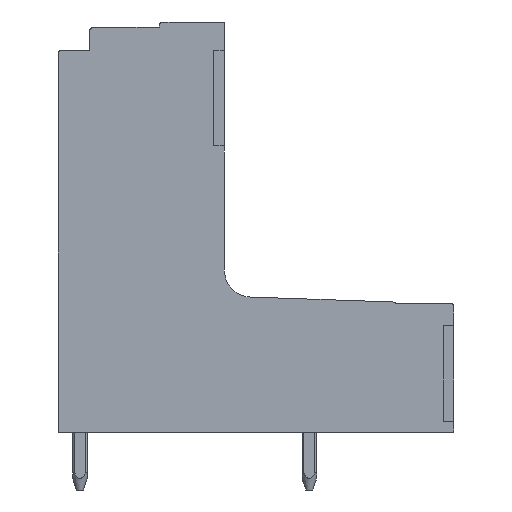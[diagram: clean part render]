
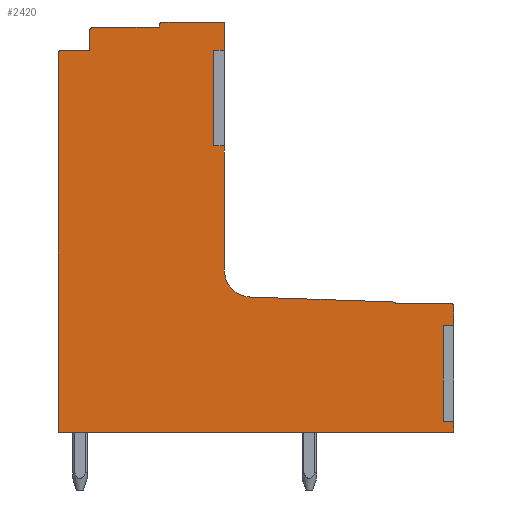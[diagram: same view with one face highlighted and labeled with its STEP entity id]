
A CAD part, left-side view. The second image highlights one B-rep face of the part: STEP entity #2420.
In plain terms, the highlighted planar face has unit normal (-1, 0, 0).
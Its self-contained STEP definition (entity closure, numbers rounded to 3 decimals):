
#2262=AXIS2_PLACEMENT_3D('Circle Axis2P3D',#2260,#2261,$) ;
#2275=AXIS2_PLACEMENT_3D('Plane Axis2P3D',#2272,#2273,#2274) ;
#2286=AXIS2_PLACEMENT_3D('Circle Axis2P3D',#2284,#2285,$) ;
#2300=AXIS2_PLACEMENT_3D('Circle Axis2P3D',#2298,#2299,$) ;
#2314=AXIS2_PLACEMENT_3D('Circle Axis2P3D',#2312,#2313,$) ;
#2326=AXIS2_PLACEMENT_3D('Circle Axis2P3D',#2324,#2325,$) ;
#2347=AXIS2_PLACEMENT_3D('Circle Axis2P3D',#2345,#2346,$) ;
#2368=AXIS2_PLACEMENT_3D('Circle Axis2P3D',#2366,#2367,$) ;
#36=CARTESIAN_POINT('Line Origine',(0.3,0.3,9.1)) ;
#40=CARTESIAN_POINT('Vertex',(0.3,0.,9.1)) ;
#42=CARTESIAN_POINT('Vertex',(0.3,0.6,9.1)) ;
#76=CARTESIAN_POINT('Line Origine',(0.3,0.6,6.45)) ;
#80=CARTESIAN_POINT('Vertex',(0.3,0.6,3.8)) ;
#135=CARTESIAN_POINT('Vertex',(0.3,0.,3.8)) ;
#155=CARTESIAN_POINT('Line Origine',(0.3,0.3,3.8)) ;
#172=CARTESIAN_POINT('Line Origine',(0.3,13.,24.34)) ;
#176=CARTESIAN_POINT('Vertex',(0.3,12.7,24.34)) ;
#178=CARTESIAN_POINT('Vertex',(0.3,13.3,24.34)) ;
#212=CARTESIAN_POINT('Line Origine',(0.3,13.3,21.69)) ;
#216=CARTESIAN_POINT('Vertex',(0.3,13.3,19.04)) ;
#266=CARTESIAN_POINT('Vertex',(0.3,12.7,19.04)) ;
#286=CARTESIAN_POINT('Line Origine',(0.3,13.,19.04)) ;
#977=CARTESIAN_POINT('Vertex',(0.3,12.7,25.8)) ;
#980=CARTESIAN_POINT('Line Origine',(0.3,12.7,25.07)) ;
#985=CARTESIAN_POINT('Line Origine',(0.3,12.7,15.61)) ;
#989=CARTESIAN_POINT('Vertex',(0.3,12.7,12.179)) ;
#2257=CARTESIAN_POINT('Vertex',(0.3,12.8,25.9)) ;
#2260=CARTESIAN_POINT('Axis2P3D Location',(0.3,12.8,25.8)) ;
#2272=CARTESIAN_POINT('Axis2P3D Location',(0.3,0.,0.)) ;
#2277=CARTESIAN_POINT('Line Origine',(0.3,0.,9.65)) ;
#2281=CARTESIAN_POINT('Vertex',(0.3,0.,10.2)) ;
#2284=CARTESIAN_POINT('Axis2P3D Location',(0.3,0.1,10.2)) ;
#2288=CARTESIAN_POINT('Vertex',(0.3,0.1,10.3)) ;
#2291=CARTESIAN_POINT('Line Origine',(0.3,1.65,10.3)) ;
#2295=CARTESIAN_POINT('Vertex',(0.3,3.2,10.3)) ;
#2298=CARTESIAN_POINT('Axis2P3D Location',(0.3,3.406,10.152)) ;
#2302=CARTESIAN_POINT('Vertex',(0.3,3.397,10.406)) ;
#2305=CARTESIAN_POINT('Line Origine',(0.3,7.325,10.543)) ;
#2309=CARTESIAN_POINT('Vertex',(0.3,11.252,10.68)) ;
#2312=CARTESIAN_POINT('Axis2P3D Location',(0.3,11.2,12.179)) ;
#2317=CARTESIAN_POINT('Line Origine',(0.3,14.45,25.9)) ;
#2321=CARTESIAN_POINT('Vertex',(0.3,16.1,25.9)) ;
#2324=CARTESIAN_POINT('Axis2P3D Location',(0.3,16.1,25.7)) ;
#2328=CARTESIAN_POINT('Vertex',(0.3,16.3,25.7)) ;
#2331=CARTESIAN_POINT('Line Origine',(0.3,16.3,25.65)) ;
#2335=CARTESIAN_POINT('Vertex',(0.3,16.3,25.6)) ;
#2338=CARTESIAN_POINT('Line Origine',(0.3,18.125,25.6)) ;
#2342=CARTESIAN_POINT('Vertex',(0.3,19.95,25.6)) ;
#2345=CARTESIAN_POINT('Axis2P3D Location',(0.3,19.95,25.4)) ;
#2349=CARTESIAN_POINT('Vertex',(0.3,20.15,25.4)) ;
#2352=CARTESIAN_POINT('Line Origine',(0.3,20.15,24.87)) ;
#2356=CARTESIAN_POINT('Vertex',(0.3,20.15,24.34)) ;
#2359=CARTESIAN_POINT('Line Origine',(0.3,20.925,24.34)) ;
#2363=CARTESIAN_POINT('Vertex',(0.3,21.7,24.34)) ;
#2366=CARTESIAN_POINT('Axis2P3D Location',(0.3,21.7,24.14)) ;
#2370=CARTESIAN_POINT('Vertex',(0.3,21.9,24.14)) ;
#2373=CARTESIAN_POINT('Line Origine',(0.3,21.9,13.67)) ;
#2377=CARTESIAN_POINT('Vertex',(0.3,21.9,3.2)) ;
#2380=CARTESIAN_POINT('Line Origine',(0.3,10.95,3.2)) ;
#2384=CARTESIAN_POINT('Vertex',(0.3,0.,3.2)) ;
#2387=CARTESIAN_POINT('Line Origine',(0.3,0.,3.5)) ;
#37=DIRECTION('Vector Direction',(0.,-1.,0.)) ;
#77=DIRECTION('Vector Direction',(0.,0.,1.)) ;
#156=DIRECTION('Vector Direction',(0.,1.,0.)) ;
#173=DIRECTION('Vector Direction',(0.,-1.,0.)) ;
#213=DIRECTION('Vector Direction',(0.,0.,1.)) ;
#287=DIRECTION('Vector Direction',(0.,1.,0.)) ;
#981=DIRECTION('Vector Direction',(0.,0.,-1.)) ;
#986=DIRECTION('Vector Direction',(0.,0.,-1.)) ;
#2261=DIRECTION('Axis2P3D Direction',(-1.,0.,0.)) ;
#2273=DIRECTION('Axis2P3D Direction',(-1.,0.,0.)) ;
#2274=DIRECTION('Axis2P3D XDirection',(0.,0.,1.)) ;
#2278=DIRECTION('Vector Direction',(0.,0.,-1.)) ;
#2285=DIRECTION('Axis2P3D Direction',(-1.,0.,0.)) ;
#2292=DIRECTION('Vector Direction',(0.,-1.,0.)) ;
#2299=DIRECTION('Axis2P3D Direction',(-1.,0.,0.)) ;
#2306=DIRECTION('Vector Direction',(0.,-0.999,-0.035)) ;
#2313=DIRECTION('Axis2P3D Direction',(-1.,0.,0.)) ;
#2318=DIRECTION('Vector Direction',(0.,-1.,0.)) ;
#2325=DIRECTION('Axis2P3D Direction',(-1.,0.,0.)) ;
#2332=DIRECTION('Vector Direction',(0.,0.,1.)) ;
#2339=DIRECTION('Vector Direction',(0.,-1.,0.)) ;
#2346=DIRECTION('Axis2P3D Direction',(-1.,0.,0.)) ;
#2353=DIRECTION('Vector Direction',(0.,0.,1.)) ;
#2360=DIRECTION('Vector Direction',(0.,-1.,0.)) ;
#2367=DIRECTION('Axis2P3D Direction',(-1.,0.,0.)) ;
#2374=DIRECTION('Vector Direction',(0.,0.,1.)) ;
#2381=DIRECTION('Vector Direction',(0.,1.,0.)) ;
#2388=DIRECTION('Vector Direction',(0.,0.,-1.)) ;
#38=VECTOR('Line Direction',#37,1.) ;
#78=VECTOR('Line Direction',#77,1.) ;
#157=VECTOR('Line Direction',#156,1.) ;
#174=VECTOR('Line Direction',#173,1.) ;
#214=VECTOR('Line Direction',#213,1.) ;
#288=VECTOR('Line Direction',#287,1.) ;
#982=VECTOR('Line Direction',#981,1.) ;
#987=VECTOR('Line Direction',#986,1.) ;
#2279=VECTOR('Line Direction',#2278,1.) ;
#2293=VECTOR('Line Direction',#2292,1.) ;
#2307=VECTOR('Line Direction',#2306,1.) ;
#2319=VECTOR('Line Direction',#2318,1.) ;
#2333=VECTOR('Line Direction',#2332,1.) ;
#2340=VECTOR('Line Direction',#2339,1.) ;
#2354=VECTOR('Line Direction',#2353,1.) ;
#2361=VECTOR('Line Direction',#2360,1.) ;
#2375=VECTOR('Line Direction',#2374,1.) ;
#2382=VECTOR('Line Direction',#2381,1.) ;
#2389=VECTOR('Line Direction',#2388,1.) ;
#2393=ORIENTED_EDGE('',*,*,#2283,.T.) ;
#2394=ORIENTED_EDGE('',*,*,#2290,.T.) ;
#2395=ORIENTED_EDGE('',*,*,#2297,.T.) ;
#2396=ORIENTED_EDGE('',*,*,#2304,.T.) ;
#2397=ORIENTED_EDGE('',*,*,#2311,.T.) ;
#2398=ORIENTED_EDGE('',*,*,#2316,.T.) ;
#2399=ORIENTED_EDGE('',*,*,#991,.T.) ;
#2400=ORIENTED_EDGE('',*,*,#290,.F.) ;
#2401=ORIENTED_EDGE('',*,*,#218,.F.) ;
#2402=ORIENTED_EDGE('',*,*,#180,.F.) ;
#2403=ORIENTED_EDGE('',*,*,#984,.T.) ;
#2404=ORIENTED_EDGE('',*,*,#2264,.T.) ;
#2405=ORIENTED_EDGE('',*,*,#2323,.T.) ;
#2406=ORIENTED_EDGE('',*,*,#2330,.T.) ;
#2407=ORIENTED_EDGE('',*,*,#2337,.T.) ;
#2408=ORIENTED_EDGE('',*,*,#2344,.T.) ;
#2409=ORIENTED_EDGE('',*,*,#2351,.T.) ;
#2410=ORIENTED_EDGE('',*,*,#2358,.T.) ;
#2411=ORIENTED_EDGE('',*,*,#2365,.T.) ;
#2412=ORIENTED_EDGE('',*,*,#2372,.T.) ;
#2413=ORIENTED_EDGE('',*,*,#2379,.T.) ;
#2414=ORIENTED_EDGE('',*,*,#2386,.T.) ;
#2415=ORIENTED_EDGE('',*,*,#2391,.T.) ;
#2416=ORIENTED_EDGE('',*,*,#159,.F.) ;
#2417=ORIENTED_EDGE('',*,*,#82,.F.) ;
#2418=ORIENTED_EDGE('',*,*,#44,.F.) ;
#2420=ADVANCED_FACE('HOUSING',(#2419),#2276,.T.) ;
#2263=CIRCLE('generated circle',#2262,0.1) ;
#2287=CIRCLE('generated circle',#2286,0.1) ;
#2301=CIRCLE('generated circle',#2300,0.253) ;
#2315=CIRCLE('generated circle',#2314,1.5) ;
#2327=CIRCLE('generated circle',#2326,0.2) ;
#2348=CIRCLE('generated circle',#2347,0.2) ;
#2369=CIRCLE('generated circle',#2368,0.2) ;
#44=EDGE_CURVE('',#41,#43,#39,.F.) ;
#82=EDGE_CURVE('',#43,#81,#79,.F.) ;
#159=EDGE_CURVE('',#81,#136,#158,.F.) ;
#180=EDGE_CURVE('',#177,#179,#175,.F.) ;
#218=EDGE_CURVE('',#179,#217,#215,.F.) ;
#290=EDGE_CURVE('',#217,#267,#289,.F.) ;
#984=EDGE_CURVE('',#177,#978,#983,.F.) ;
#991=EDGE_CURVE('',#990,#267,#988,.F.) ;
#2264=EDGE_CURVE('',#978,#2258,#2263,.T.) ;
#2283=EDGE_CURVE('',#41,#2282,#2280,.F.) ;
#2290=EDGE_CURVE('',#2282,#2289,#2287,.T.) ;
#2297=EDGE_CURVE('',#2289,#2296,#2294,.F.) ;
#2304=EDGE_CURVE('',#2296,#2303,#2301,.T.) ;
#2311=EDGE_CURVE('',#2303,#2310,#2308,.F.) ;
#2316=EDGE_CURVE('',#2310,#990,#2315,.F.) ;
#2323=EDGE_CURVE('',#2258,#2322,#2320,.F.) ;
#2330=EDGE_CURVE('',#2322,#2329,#2327,.T.) ;
#2337=EDGE_CURVE('',#2329,#2336,#2334,.F.) ;
#2344=EDGE_CURVE('',#2336,#2343,#2341,.F.) ;
#2351=EDGE_CURVE('',#2343,#2350,#2348,.T.) ;
#2358=EDGE_CURVE('',#2350,#2357,#2355,.F.) ;
#2365=EDGE_CURVE('',#2357,#2364,#2362,.F.) ;
#2372=EDGE_CURVE('',#2364,#2371,#2369,.T.) ;
#2379=EDGE_CURVE('',#2371,#2378,#2376,.F.) ;
#2386=EDGE_CURVE('',#2378,#2385,#2383,.F.) ;
#2391=EDGE_CURVE('',#2385,#136,#2390,.F.) ;
#2392=EDGE_LOOP('',(#2393,#2394,#2395,#2396,#2397,#2398,#2399,#2400,#2401,#2402,#2403,#2404,#2405,#2406,#2407,#2408,#2409,#2410,#2411,#2412,#2413,#2414,#2415,#2416,#2417,#2418)) ;
#2419=FACE_OUTER_BOUND('',#2392,.T.) ;
#39=LINE('Line',#36,#38) ;
#79=LINE('Line',#76,#78) ;
#158=LINE('Line',#155,#157) ;
#175=LINE('Line',#172,#174) ;
#215=LINE('Line',#212,#214) ;
#289=LINE('Line',#286,#288) ;
#983=LINE('Line',#980,#982) ;
#988=LINE('Line',#985,#987) ;
#2280=LINE('Line',#2277,#2279) ;
#2294=LINE('Line',#2291,#2293) ;
#2308=LINE('Line',#2305,#2307) ;
#2320=LINE('Line',#2317,#2319) ;
#2334=LINE('Line',#2331,#2333) ;
#2341=LINE('Line',#2338,#2340) ;
#2355=LINE('Line',#2352,#2354) ;
#2362=LINE('Line',#2359,#2361) ;
#2376=LINE('Line',#2373,#2375) ;
#2383=LINE('Line',#2380,#2382) ;
#2390=LINE('Line',#2387,#2389) ;
#2276=PLANE('',#2275) ;
#41=VERTEX_POINT('',#40) ;
#43=VERTEX_POINT('',#42) ;
#81=VERTEX_POINT('',#80) ;
#136=VERTEX_POINT('',#135) ;
#177=VERTEX_POINT('',#176) ;
#179=VERTEX_POINT('',#178) ;
#217=VERTEX_POINT('',#216) ;
#267=VERTEX_POINT('',#266) ;
#978=VERTEX_POINT('',#977) ;
#990=VERTEX_POINT('',#989) ;
#2258=VERTEX_POINT('',#2257) ;
#2282=VERTEX_POINT('',#2281) ;
#2289=VERTEX_POINT('',#2288) ;
#2296=VERTEX_POINT('',#2295) ;
#2303=VERTEX_POINT('',#2302) ;
#2310=VERTEX_POINT('',#2309) ;
#2322=VERTEX_POINT('',#2321) ;
#2329=VERTEX_POINT('',#2328) ;
#2336=VERTEX_POINT('',#2335) ;
#2343=VERTEX_POINT('',#2342) ;
#2350=VERTEX_POINT('',#2349) ;
#2357=VERTEX_POINT('',#2356) ;
#2364=VERTEX_POINT('',#2363) ;
#2371=VERTEX_POINT('',#2370) ;
#2378=VERTEX_POINT('',#2377) ;
#2385=VERTEX_POINT('',#2384) ;
